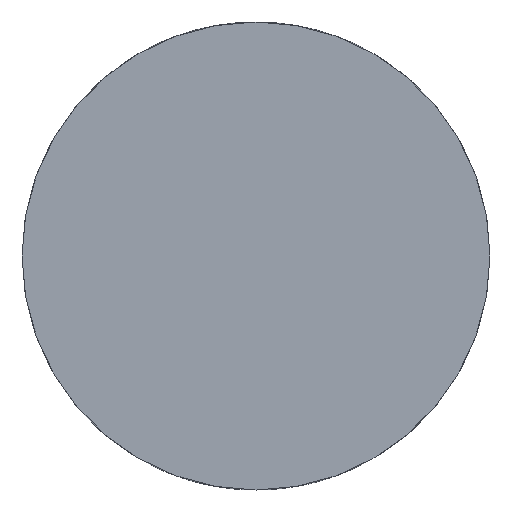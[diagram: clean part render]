
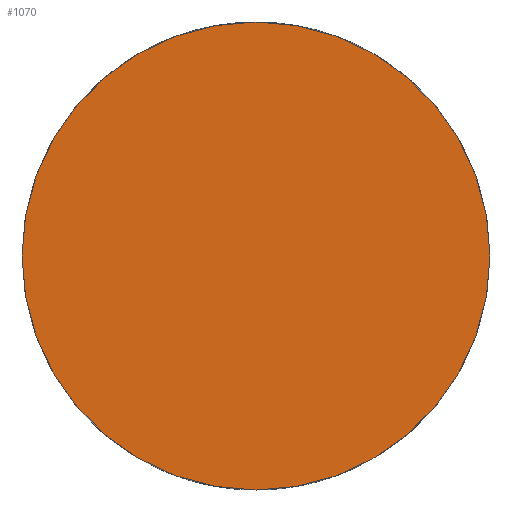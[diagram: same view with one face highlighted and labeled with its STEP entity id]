
A CAD part, front view. The second image highlights one B-rep face of the part: STEP entity #1070.
In plain terms, the highlighted planar face has unit normal (0, -1, 0).
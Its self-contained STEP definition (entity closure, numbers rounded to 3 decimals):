
#75 = CARTESIAN_POINT ( 'NONE',  ( 0., 0., -32.5 ) ) ;
#224 = DIRECTION ( 'NONE',  ( 0., 1., 0. ) ) ;
#683 = CIRCLE ( 'NONE', #1008, 32.5 ) ;
#726 = EDGE_CURVE ( 'NONE', #3056, #3231, #683, .T. ) ;
#852 = DIRECTION ( 'NONE',  ( 0., 0., 1. ) ) ;
#1008 = AXIS2_PLACEMENT_3D ( 'NONE', #4481, #1700, #3454 ) ;
#1012 = ORIENTED_EDGE ( 'NONE', *, *, #1573, .F. ) ;
#1070 = ADVANCED_FACE ( 'NONE', ( #4097 ), #4054, .F. ) ;
#1167 = EDGE_LOOP ( 'NONE', ( #1012, #3007 ) ) ;
#1181 = CARTESIAN_POINT ( 'NONE',  ( 0., 0., 32.5 ) ) ;
#1555 = CARTESIAN_POINT ( 'NONE',  ( 0., 0., 0. ) ) ;
#1573 = EDGE_CURVE ( 'NONE', #3231, #3056, #3979, .T. ) ;
#1577 = DIRECTION ( 'NONE',  ( 0., 1., 0. ) ) ;
#1700 = DIRECTION ( 'NONE',  ( 0., 1., 0. ) ) ;
#3007 = ORIENTED_EDGE ( 'NONE', *, *, #726, .F. ) ;
#3056 = VERTEX_POINT ( 'NONE', #1181 ) ;
#3231 = VERTEX_POINT ( 'NONE', #75 ) ;
#3454 = DIRECTION ( 'NONE',  ( 0., 0., 1. ) ) ;
#3771 = AXIS2_PLACEMENT_3D ( 'NONE', #4038, #1577, #4022 ) ;
#3979 = CIRCLE ( 'NONE', #3771, 32.5 ) ;
#4022 = DIRECTION ( 'NONE',  ( 0., 0., 1. ) ) ;
#4038 = CARTESIAN_POINT ( 'NONE',  ( 0., 0., 0. ) ) ;
#4054 = PLANE ( 'NONE',  #4490 ) ;
#4097 = FACE_OUTER_BOUND ( 'NONE', #1167, .T. ) ;
#4481 = CARTESIAN_POINT ( 'NONE',  ( 0., 0., 0. ) ) ;
#4490 = AXIS2_PLACEMENT_3D ( 'NONE', #1555, #224, #852 ) ;
